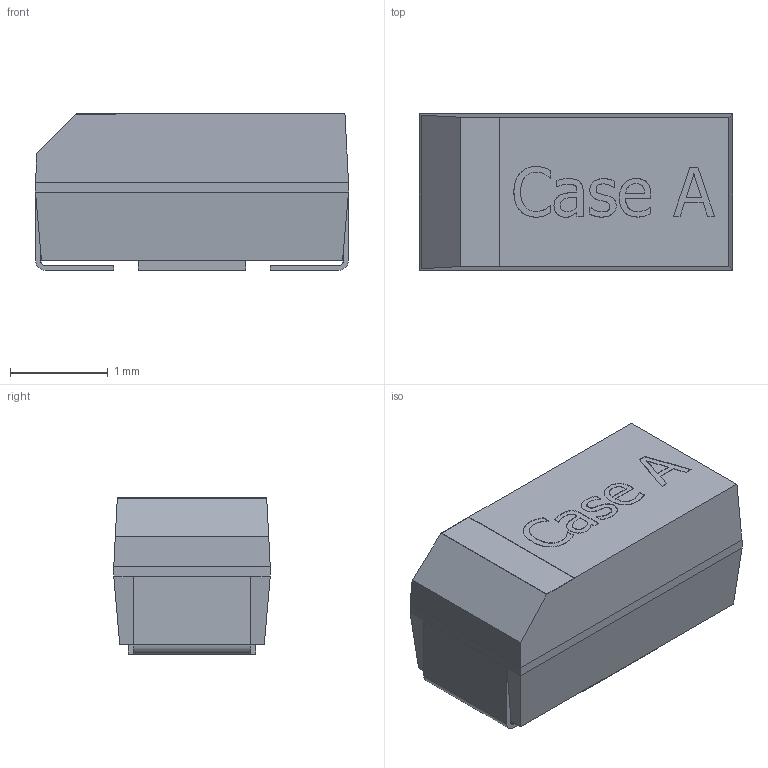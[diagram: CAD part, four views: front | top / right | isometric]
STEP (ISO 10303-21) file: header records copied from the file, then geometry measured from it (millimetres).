
FILE_DESCRIPTION(('FreeCAD Model'),'2;1');
FILE_NAME('Fusion.step','2017-03-12T20:15:44',( 'Author'),(''),'Open CASCADE STEP processor 6.8','FreeCAD','Unknown' );
FILE_SCHEMA(('AUTOMOTIVE_DESIGN_CC2 { 1 2 10303 214 -1 1 5 4 }'));
Length unit declared in the file: millimetre
Products named in the file (2): ASSEMBLY; Fusion
Assembly tree (1 placements, depth 2):
  ASSEMBLY
    Fusion
Bounding box: 3.2 x 1.6 x 1.6 mm (x, y, z)
Volume: 7.5 mm3; surface area: 28.5 mm2
Topology: 1 solids, 1 shells, 144 faces, 383 edges, 250 vertices
Faces by surface type: plane 78, bspline 62, cylinder 4
Entity records: 16690 total; most frequent: CARTESIAN_POINT 9095, DIRECTION 797, ORIENTED_EDGE 766, PCURVE 766, DEFINITIONAL_REPRESENTATION 766, LINE 609, VECTOR 609, B_SPLINE_CURVE_WITH_KNOTS 524
